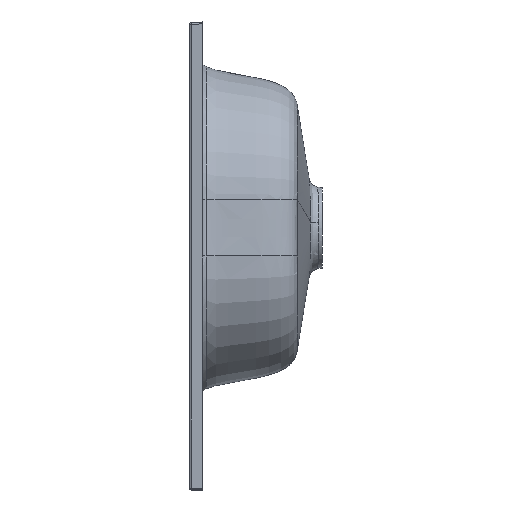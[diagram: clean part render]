
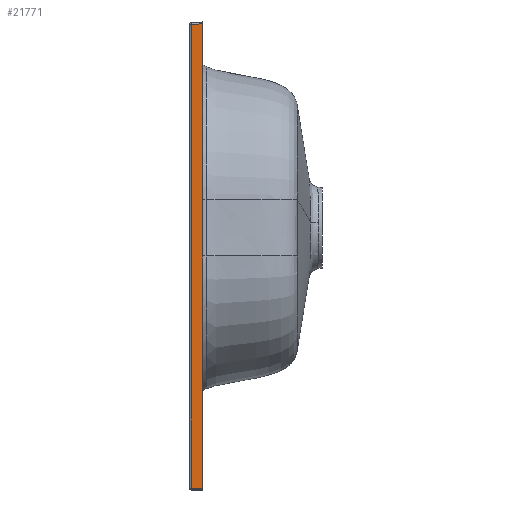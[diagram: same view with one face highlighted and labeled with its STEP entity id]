
A CAD part, left-side view. The second image highlights one B-rep face of the part: STEP entity #21771.
In plain terms, the highlighted planar face has unit normal (-0.999, 0.035, 0).
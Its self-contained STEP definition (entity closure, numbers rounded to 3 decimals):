
#944 = CARTESIAN_POINT ( 'NONE',  ( -349.999, -14., 248.245 ) ) ;
#1773 = ORIENTED_EDGE ( 'NONE', *, *, #10305, .T. ) ;
#1886 = DIRECTION ( 'NONE',  ( 0., 0., -1. ) ) ;
#3080 = VERTEX_POINT ( 'NONE', #33206 ) ;
#3776 = EDGE_CURVE ( 'NONE', #23679, #3080, #25250, .T. ) ;
#6390 = ORIENTED_EDGE ( 'NONE', *, *, #22617, .F. ) ;
#7665 = VECTOR ( 'NONE', #14196, 1000. ) ;
#8165 = PLANE ( 'NONE',  #28010 ) ;
#8349 = CARTESIAN_POINT ( 'NONE',  ( -349.999, -14., 249.755 ) ) ;
#10305 = EDGE_CURVE ( 'NONE', #13973, #31551, #27527, .T. ) ;
#10797 = ORIENTED_EDGE ( 'NONE', *, *, #36135, .T. ) ;
#10941 = CARTESIAN_POINT ( 'NONE',  ( -349.51, 0., 249.755 ) ) ;
#13241 = CARTESIAN_POINT ( 'NONE',  ( -349.999, -14., -247.755 ) ) ;
#13527 = FACE_OUTER_BOUND ( 'NONE', #15859, .T. ) ;
#13973 = VERTEX_POINT ( 'NONE', #35638 ) ;
#14196 = DIRECTION ( 'NONE',  ( 0.035, 0.999, -0.035 ) ) ;
#15859 = EDGE_LOOP ( 'NONE', ( #6390, #34028, #10797, #1773 ) ) ;
#19040 = DIRECTION ( 'NONE',  ( -0.035, -0.999, 0. ) ) ;
#20311 = DIRECTION ( 'NONE',  ( 0., 0., -1. ) ) ;
#21589 = LINE ( 'NONE', #29354, #25358 ) ;
#21618 = DIRECTION ( 'NONE',  ( -0.999, 0.035, 0. ) ) ;
#21771 = ADVANCED_FACE ( 'NONE', ( #13527 ), #8165, .T. ) ;
#22035 = VECTOR ( 'NONE', #20311, 1000. ) ;
#22617 = EDGE_CURVE ( 'NONE', #23679, #31551, #33585, .T. ) ;
#23679 = VERTEX_POINT ( 'NONE', #944 ) ;
#25250 = LINE ( 'NONE', #33525, #7665 ) ;
#25358 = VECTOR ( 'NONE', #1886, 1000. ) ;
#27527 = LINE ( 'NONE', #30658, #31012 ) ;
#28010 = AXIS2_PLACEMENT_3D ( 'NONE', #10941, #21618, #19040 ) ;
#29354 = CARTESIAN_POINT ( 'NONE',  ( -349.577, -1.93, 249.755 ) ) ;
#30658 = CARTESIAN_POINT ( 'NONE',  ( -349.51, 0., -247.755 ) ) ;
#31012 = VECTOR ( 'NONE', #35999, 1000. ) ;
#31551 = VERTEX_POINT ( 'NONE', #13241 ) ;
#33206 = CARTESIAN_POINT ( 'NONE',  ( -349.577, -1.93, 247.824 ) ) ;
#33525 = CARTESIAN_POINT ( 'NONE',  ( -349.512, -0.07, 247.759 ) ) ;
#33585 = LINE ( 'NONE', #8349, #22035 ) ;
#34028 = ORIENTED_EDGE ( 'NONE', *, *, #3776, .T. ) ;
#35638 = CARTESIAN_POINT ( 'NONE',  ( -349.577, -1.93, -247.755 ) ) ;
#35999 = DIRECTION ( 'NONE',  ( -0.035, -0.999, 0. ) ) ;
#36135 = EDGE_CURVE ( 'NONE', #3080, #13973, #21589, .T. ) ;
